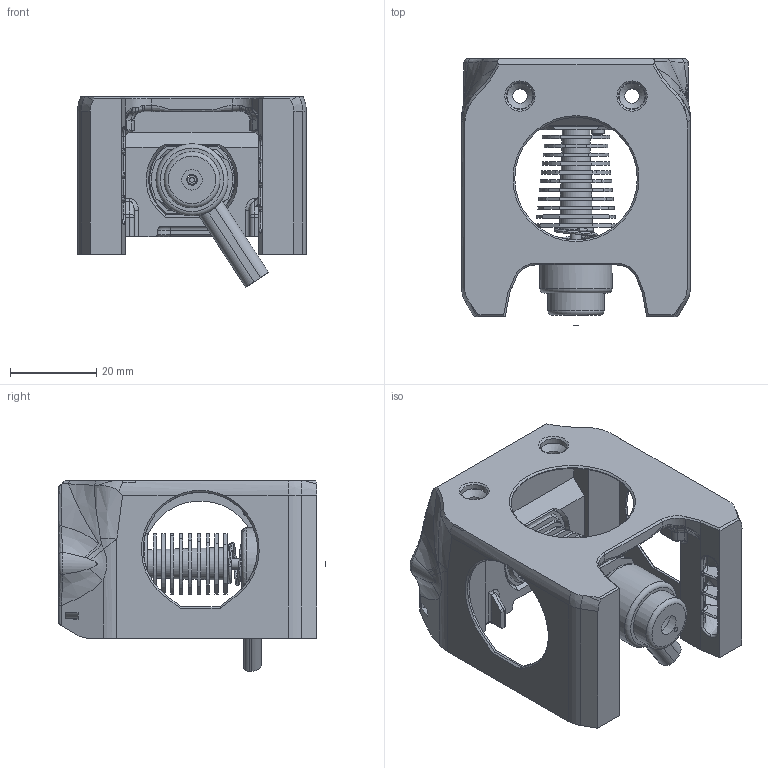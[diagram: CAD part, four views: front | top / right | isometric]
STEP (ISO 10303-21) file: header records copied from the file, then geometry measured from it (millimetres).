
FILE_DESCRIPTION(/* description */ (''),/* implementation_level */ '2;1');
FILE_NAME(/* name */ 'MiniAS_Revo_Voron_Base.step',/* time_stamp */ '2022-04-30T13:12:36-05:00',/* author */ (''),/* organization */ (''),/* preprocessor_version */ 'ST-DEVELOPER v18.1',/* originating_system */ 'Autodesk Translation Framework v10.14.0.1471',/* authorisation */ '');
FILE_SCHEMA (('AUTOMOTIVE_DESIGN { 1 0 10303 214 3 1 1 }'));
Products named in the file (3): MiniAS_Revo_Voron_Base; Revo_Voron_Reference_CAD; M3x8 BHCS
Assembly tree (2 placements, depth 2):
  MiniAS_Revo_Voron_Base
    Revo_Voron_Reference_CAD
    M3x8 BHCS
Bounding box: 53 x 61.85 x 44.13 mm (x, y, z)
Volume: 39335.7 mm3; surface area: 24921.2 mm2
Topology: 4 solids, 4 shells, 763 faces, 1976 edges, 1203 vertices
Faces by surface type: plane 235, bspline 233, cylinder 180, cone 69, torus 42, sphere 4
Full cylindrical faces by diameter (mm): 0.71 x1, 2 x1, 2.5 x5, 3 x2, 3.3 x8, 3.4 x4, 4.1 x1, 4.5 x2, 4.9 x2, 5.7 x1, 5.8 x4, 6.2 x2, 6.4 x1, 6.5 x1, 6.6 x1, 6.7 x1, 6.8 x1, 7 x1, 7.1 x1, 7.2 x1, 7.3 x1, 7.4 x1, 7.5 x1, 13 x1, 16.7 x1, 28.4 x1
Entity records: 47855 total; most frequent: CARTESIAN_POINT 30824, ORIENTED_EDGE 3854, DIRECTION 3108, EDGE_CURVE 1927, AXIS2_PLACEMENT_3D 1214, VERTEX_POINT 1203, EDGE_LOOP 854, FACE_OUTER_BOUND 763
